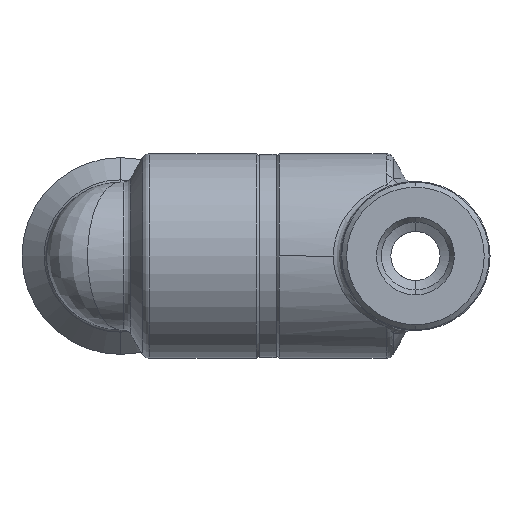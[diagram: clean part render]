
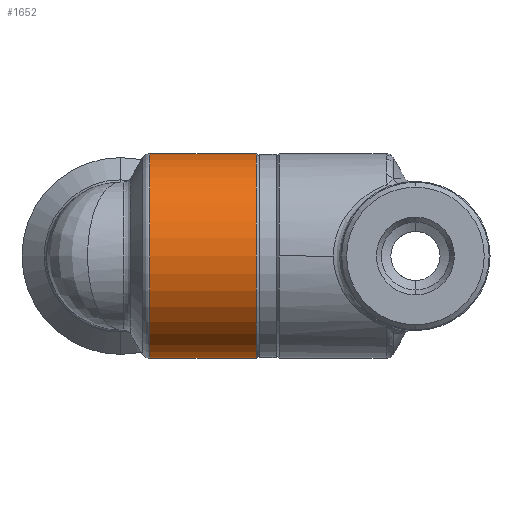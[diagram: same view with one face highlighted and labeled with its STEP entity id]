
A CAD part, left-side view. The second image highlights one B-rep face of the part: STEP entity #1652.
In plain terms, the highlighted cylindrical face has radius 6.25 mm (diameter 12.5 mm), a partial arc.
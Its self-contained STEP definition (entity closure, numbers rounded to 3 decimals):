
#907 = VERTEX_POINT ( 'NONE', #2310 ) ;
#908 = VERTEX_POINT ( 'NONE', #2309 ) ;
#916 = EDGE_CURVE ( 'NONE', #908, #917, #2296, .T. ) ;
#917 = VERTEX_POINT ( 'NONE', #2292 ) ;
#1106 = EDGE_CURVE ( 'NONE', #907, #1297, #2917, .T. ) ;
#1297 = VERTEX_POINT ( 'NONE', #3241 ) ;
#1339 = EDGE_CURVE ( 'NONE', #1297, #917, #3617, .T. ) ;
#1553 = EDGE_CURVE ( 'NONE', #908, #907, #3809, .T. ) ;
#1568 = ORIENTED_EDGE ( 'NONE', *, *, #916, .F. ) ;
#1569 = ORIENTED_EDGE ( 'NONE', *, *, #1553, .T. ) ;
#1652 = ADVANCED_FACE ( 'NONE', ( #4881 ), #4933, .T. ) ;
#1653 = EDGE_LOOP ( 'NONE', ( #1568, #1569, #1732, #1733 ) ) ;
#1732 = ORIENTED_EDGE ( 'NONE', *, *, #1106, .T. ) ;
#1733 = ORIENTED_EDGE ( 'NONE', *, *, #1339, .T. ) ;
#2292 = CARTESIAN_POINT ( 'NONE',  ( 0., 7.211, -6.25 ) ) ;
#2293 = DIRECTION ( 'NONE',  ( 0., 1., 0. ) ) ;
#2294 = VECTOR ( 'NONE', #2293, 1000. ) ;
#2295 = CARTESIAN_POINT ( 'NONE',  ( 0., 14.805, -6.25 ) ) ;
#2296 = LINE ( 'NONE', #2295, #2294 ) ;
#2309 = CARTESIAN_POINT ( 'NONE',  ( 0., 0.7, -6.25 ) ) ;
#2310 = CARTESIAN_POINT ( 'NONE',  ( 0., 0.7, 6.25 ) ) ;
#2837 = VECTOR ( 'NONE', #2915, 1000. ) ;
#2915 = DIRECTION ( 'NONE',  ( 0., 1., 0. ) ) ;
#2916 = CARTESIAN_POINT ( 'NONE',  ( 0., 14.805, 6.25 ) ) ;
#2917 = LINE ( 'NONE', #2916, #2837 ) ;
#3241 = CARTESIAN_POINT ( 'NONE',  ( 0., 7.211, 6.25 ) ) ;
#3597 = DIRECTION ( 'NONE',  ( 0., 0., -1. ) ) ;
#3598 = DIRECTION ( 'NONE',  ( 0., -1., 0. ) ) ;
#3599 = CARTESIAN_POINT ( 'NONE',  ( 0., 7.211, 0. ) ) ;
#3616 = AXIS2_PLACEMENT_3D ( 'NONE', #3599, #3598, #3597 ) ;
#3617 = CIRCLE ( 'NONE', #3616, 6.25 ) ;
#3803 = DIRECTION ( 'NONE',  ( 0., 0., 1. ) ) ;
#3804 = DIRECTION ( 'NONE',  ( 0., 1., 0. ) ) ;
#3805 = CARTESIAN_POINT ( 'NONE',  ( 0., 0.7, 0. ) ) ;
#3806 = AXIS2_PLACEMENT_3D ( 'NONE', #3805, #3804, #3803 ) ;
#3809 = CIRCLE ( 'NONE', #3806, 6.25 ) ;
#4881 = FACE_OUTER_BOUND ( 'NONE', #1653, .T. ) ;
#4927 = DIRECTION ( 'NONE',  ( 0., 0., 1. ) ) ;
#4928 = DIRECTION ( 'NONE',  ( 0., 1., 0. ) ) ;
#4929 = AXIS2_PLACEMENT_3D ( 'NONE', #4932, #4928, #4927 ) ;
#4932 = CARTESIAN_POINT ( 'NONE',  ( 0., 14.805, 0. ) ) ;
#4933 = CYLINDRICAL_SURFACE ( 'NONE', #4929, 6.25 ) ;
